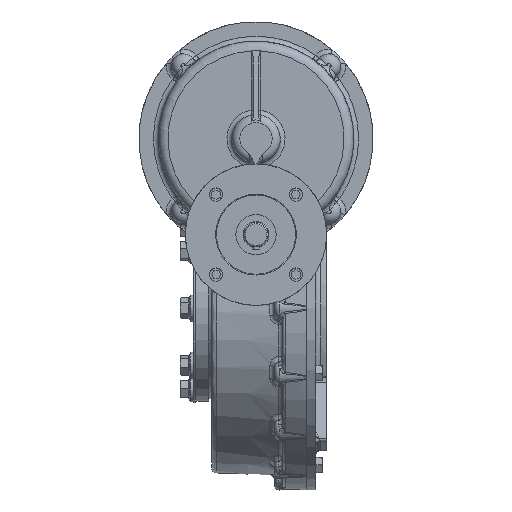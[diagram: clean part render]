
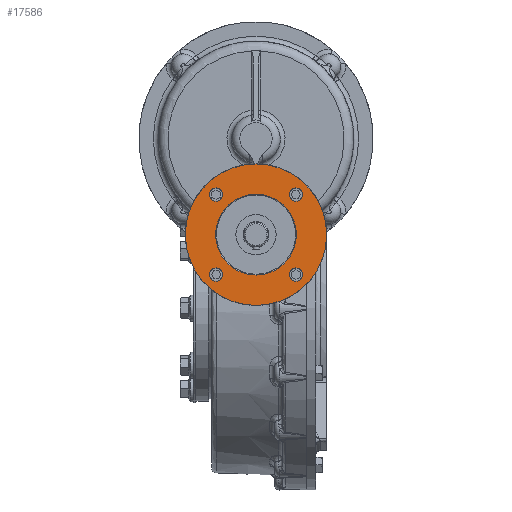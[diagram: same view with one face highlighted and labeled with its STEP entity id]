
A CAD part, left-side view. The second image highlights one B-rep face of the part: STEP entity #17586.
In plain terms, the highlighted planar face has unit normal (-1, 0, 0).
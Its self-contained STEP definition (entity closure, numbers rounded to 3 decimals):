
#4107=ORIENTED_EDGE('',*,*,#8903,.F.);
#4108=ORIENTED_EDGE('',*,*,#8905,.F.);
#4109=ORIENTED_EDGE('',*,*,#8907,.F.);
#4110=ORIENTED_EDGE('',*,*,#8909,.F.);
#4111=ORIENTED_EDGE('',*,*,#8992,.T.);
#4112=ORIENTED_EDGE('',*,*,#8991,.T.);
#8903=EDGE_CURVE('',#11593,#11593,#13316,.T.);
#8905=EDGE_CURVE('',#11595,#11595,#13318,.T.);
#8907=EDGE_CURVE('',#11597,#11597,#13320,.T.);
#8909=EDGE_CURVE('',#11599,#11599,#13322,.T.);
#8991=EDGE_CURVE('',#11649,#11649,#13388,.T.);
#8992=EDGE_CURVE('',#11650,#11650,#13389,.T.);
#11593=VERTEX_POINT('',#30169);
#11595=VERTEX_POINT('',#30174);
#11597=VERTEX_POINT('',#30179);
#11599=VERTEX_POINT('',#30184);
#11649=VERTEX_POINT('',#30350);
#11650=VERTEX_POINT('',#30353);
#13316=CIRCLE('',#20024,8.25);
#13318=CIRCLE('',#20027,8.25);
#13320=CIRCLE('',#20030,8.25);
#13322=CIRCLE('',#20033,8.25);
#13388=CIRCLE('',#20133,50.);
#13389=CIRCLE('',#20135,87.5);
#14524=EDGE_LOOP('',(#4107));
#14525=EDGE_LOOP('',(#4108));
#14526=EDGE_LOOP('',(#4109));
#14527=EDGE_LOOP('',(#4110));
#14528=EDGE_LOOP('',(#4111));
#14529=EDGE_LOOP('',(#4112));
#15891=FACE_BOUND('',#14524,.T.);
#15892=FACE_BOUND('',#14525,.T.);
#15893=FACE_BOUND('',#14526,.T.);
#15894=FACE_BOUND('',#14527,.T.);
#15895=FACE_BOUND('',#14528,.T.);
#15896=FACE_BOUND('',#14529,.T.);
#17032=PLANE('',#20134);
#17586=ADVANCED_FACE('',(#15891,#15892,#15893,#15894,#15895,#15896),#17032,
 .F.);
#20024=AXIS2_PLACEMENT_3D('',#30168,#22605,#22606);
#20027=AXIS2_PLACEMENT_3D('',#30173,#22611,#22612);
#20030=AXIS2_PLACEMENT_3D('',#30178,#22617,#22618);
#20033=AXIS2_PLACEMENT_3D('',#30183,#22623,#22624);
#20133=AXIS2_PLACEMENT_3D('',#30349,#22839,#22840);
#20134=AXIS2_PLACEMENT_3D('',#30351,#22841,#22842);
#20135=AXIS2_PLACEMENT_3D('',#30352,#22843,#22844);
#22605=DIRECTION('',(-1.,0.,0.));
#22606=DIRECTION('',(0.,1.,0.));
#22611=DIRECTION('',(-1.,0.,0.));
#22612=DIRECTION('',(0.,0.,1.));
#22617=DIRECTION('',(-1.,0.,0.));
#22618=DIRECTION('',(0.,-1.,0.));
#22623=DIRECTION('',(-1.,0.,0.));
#22624=DIRECTION('',(0.,0.,-1.));
#22839=DIRECTION('',(1.,0.,0.));
#22840=DIRECTION('',(0.,0.,-1.));
#22841=DIRECTION('',(1.,0.,0.));
#22842=DIRECTION('',(0.,-1.,0.));
#22843=DIRECTION('',(-1.,0.,0.));
#22844=DIRECTION('',(0.,1.,0.));
#30168=CARTESIAN_POINT('',(-459.665,66.597,41.428));
#30169=CARTESIAN_POINT('',(-459.665,74.847,41.428));
#30173=CARTESIAN_POINT('',(-459.665,66.597,140.422));
#30174=CARTESIAN_POINT('',(-459.665,66.597,148.672));
#30178=CARTESIAN_POINT('',(-459.665,-32.397,140.422));
#30179=CARTESIAN_POINT('',(-459.665,-40.647,140.422));
#30183=CARTESIAN_POINT('',(-459.665,-32.397,41.428));
#30184=CARTESIAN_POINT('',(-459.665,-32.397,33.178));
#30349=CARTESIAN_POINT('',(-459.665,17.1,90.925));
#30350=CARTESIAN_POINT('',(-459.665,17.1,40.925));
#30351=CARTESIAN_POINT('',(-459.665,17.1,3.425));
#30352=CARTESIAN_POINT('',(-459.665,17.1,90.925));
#30353=CARTESIAN_POINT('',(-459.665,104.6,90.925));
